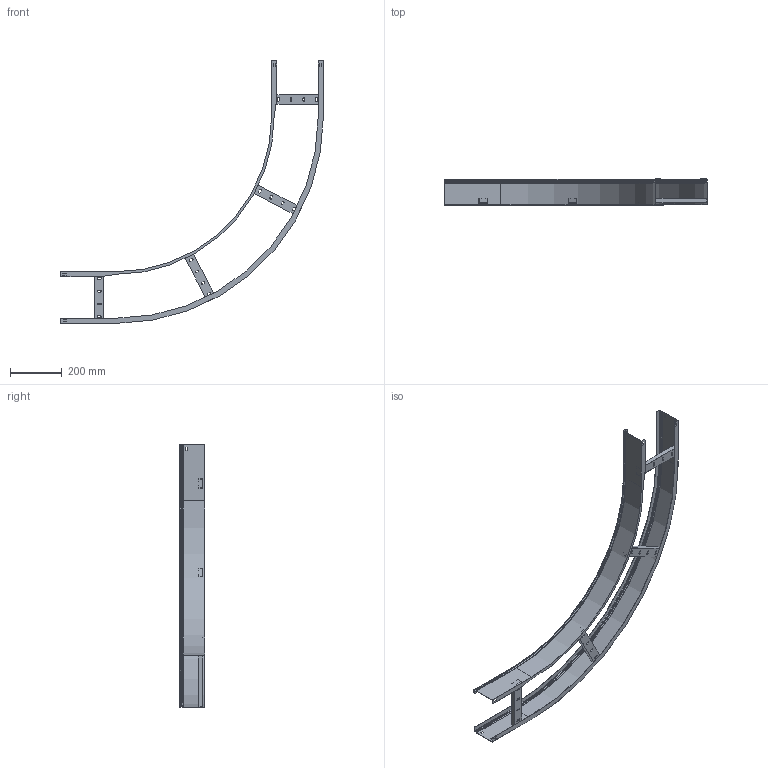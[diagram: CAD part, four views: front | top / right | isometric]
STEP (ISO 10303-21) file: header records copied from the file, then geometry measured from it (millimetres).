
FILE_DESCRIPTION (( 'STEP AP214' ), '1' );
FILE_NAME ('EAPG05-4--10.STEP', '2021-03-08T15:44:36', ( '' ), ( '' ), 'SwSTEP 2.0', 'SolidWorks 2017', '' );
FILE_SCHEMA (( 'AUTOMOTIVE_DESIGN' ));
Length unit declared in the file: millimetre
Products named in the file (4): 嗜吕 195.06.02 祟礞屦铐 铗忮蝽-00_-10; ÊÈÂÀ 195.06.01 Ëîíæåðîí áàçîâûé-00_-02; EAPG05-4--10; ÊÈÂÀ 095.00.03 Ïëàíêà ïîïåðå÷íàÿ-00_-01
Assembly tree (6 placements, depth 2):
  EAPG05-4--10
    ÊÈÂÀ 195.06.01 Ëîíæåðîí áàçîâûé-00_-02
    ÊÈÂÀ 095.00.03 Ïëàíêà ïîïåðå÷íàÿ-00_-01  x4
    嗜吕 195.06.02 祟礞屦铐 铗忮蝽-00_-10
Bounding box: 1017.6 x 100 x 1017 mm (x, y, z)
Volume: 569133.4 mm3; surface area: 960387.1 mm2
Topology: 6 solids, 6 shells, 406 faces, 1042 edges, 648 vertices
Faces by surface type: plane 292, cylinder 88, torus 18, cone 8
Entity records: 7830 total; most frequent: DIRECTION 1350, CARTESIAN_POINT 1307, ORIENTED_EDGE 1292, EDGE_CURVE 646, LINE 496, VECTOR 496, AXIS2_PLACEMENT_3D 427, VERTEX_POINT 384
